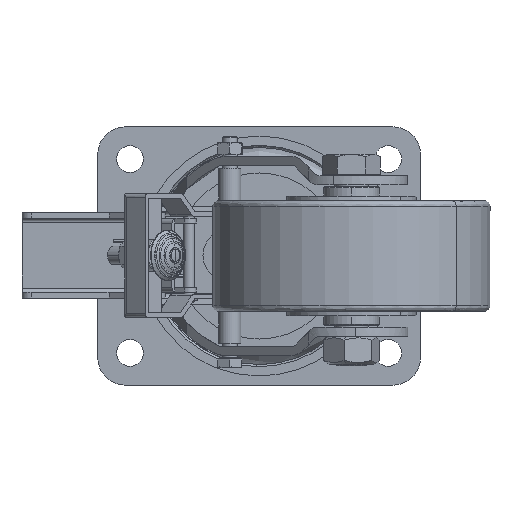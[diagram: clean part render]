
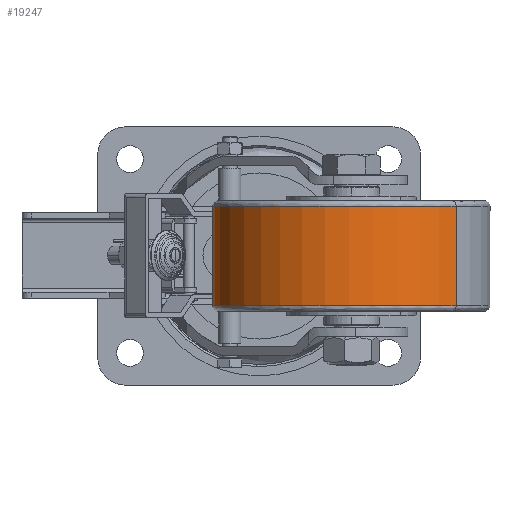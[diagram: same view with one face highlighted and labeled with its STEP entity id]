
A CAD part, front view. The second image highlights one B-rep face of the part: STEP entity #19247.
In plain terms, the highlighted cylindrical face has radius 75.131 mm (diameter 150.262 mm), a partial arc.
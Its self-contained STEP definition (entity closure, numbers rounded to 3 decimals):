
#538 = CIRCLE ( 'NONE', #9994, 75.131 ) ;
#1415 = CYLINDRICAL_SURFACE ( 'NONE', #10095, 75.131 ) ;
#4087 = EDGE_CURVE ( 'NONE', #12459, #49860, #49312, .T. ) ;
#4309 = CARTESIAN_POINT ( 'NONE',  ( -6.742, -85.755, -0.005 ) ) ;
#5344 = DIRECTION ( 'NONE',  ( 0., 0., -1. ) ) ;
#7096 = LINE ( 'NONE', #4309, #38680 ) ;
#7851 = CARTESIAN_POINT ( 'NONE',  ( 50., -135., -0.005 ) ) ;
#9513 = CARTESIAN_POINT ( 'NONE',  ( 50., -135., -27.005 ) ) ;
#9902 = FACE_OUTER_BOUND ( 'NONE', #35057, .T. ) ;
#9994 = AXIS2_PLACEMENT_3D ( 'NONE', #9513, #39089, #54165 ) ;
#10095 = AXIS2_PLACEMENT_3D ( 'NONE', #7851, #27902, #42323 ) ;
#10815 = CARTESIAN_POINT ( 'NONE',  ( -6.742, -85.755, -27.005 ) ) ;
#12271 = CARTESIAN_POINT ( 'NONE',  ( 106.742, -184.245, -0.005 ) ) ;
#12459 = VERTEX_POINT ( 'NONE', #49556 ) ;
#13078 = EDGE_CURVE ( 'NONE', #49860, #60514, #7096, .T. ) ;
#15517 = EDGE_CURVE ( 'NONE', #12459, #52322, #52840, .T. ) ;
#19247 = ADVANCED_FACE ( 'NONE', ( #9902 ), #1415, .T. ) ;
#21124 = DIRECTION ( 'NONE',  ( 0., 0., -1. ) ) ;
#22677 = CARTESIAN_POINT ( 'NONE',  ( 106.742, -184.245, -27.005 ) ) ;
#27902 = DIRECTION ( 'NONE',  ( 0., 0., -1. ) ) ;
#30392 = AXIS2_PLACEMENT_3D ( 'NONE', #34242, #39210, #44125 ) ;
#33641 = ORIENTED_EDGE ( 'NONE', *, *, #13078, .T. ) ;
#34242 = CARTESIAN_POINT ( 'NONE',  ( 50., -135., 26.995 ) ) ;
#35057 = EDGE_LOOP ( 'NONE', ( #60649, #33641, #52215, #61033 ) ) ;
#38680 = VECTOR ( 'NONE', #5344, 1000. ) ;
#38902 = VECTOR ( 'NONE', #21124, 1000. ) ;
#39089 = DIRECTION ( 'NONE',  ( 0., 0., 1. ) ) ;
#39210 = DIRECTION ( 'NONE',  ( 0., 0., -1. ) ) ;
#42323 = DIRECTION ( 'NONE',  ( 0.755, -0.655, 0. ) ) ;
#44125 = DIRECTION ( 'NONE',  ( 0.755, -0.655, 0. ) ) ;
#49312 = CIRCLE ( 'NONE', #30392, 75.131 ) ;
#49556 = CARTESIAN_POINT ( 'NONE',  ( 106.742, -184.245, 26.995 ) ) ;
#49860 = VERTEX_POINT ( 'NONE', #58501 ) ;
#52215 = ORIENTED_EDGE ( 'NONE', *, *, #61414, .T. ) ;
#52322 = VERTEX_POINT ( 'NONE', #22677 ) ;
#52840 = LINE ( 'NONE', #12271, #38902 ) ;
#54165 = DIRECTION ( 'NONE',  ( 0.755, -0.655, 0. ) ) ;
#58501 = CARTESIAN_POINT ( 'NONE',  ( -6.742, -85.755, 26.995 ) ) ;
#60514 = VERTEX_POINT ( 'NONE', #10815 ) ;
#60649 = ORIENTED_EDGE ( 'NONE', *, *, #4087, .T. ) ;
#61033 = ORIENTED_EDGE ( 'NONE', *, *, #15517, .F. ) ;
#61414 = EDGE_CURVE ( 'NONE', #60514, #52322, #538, .T. ) ;
